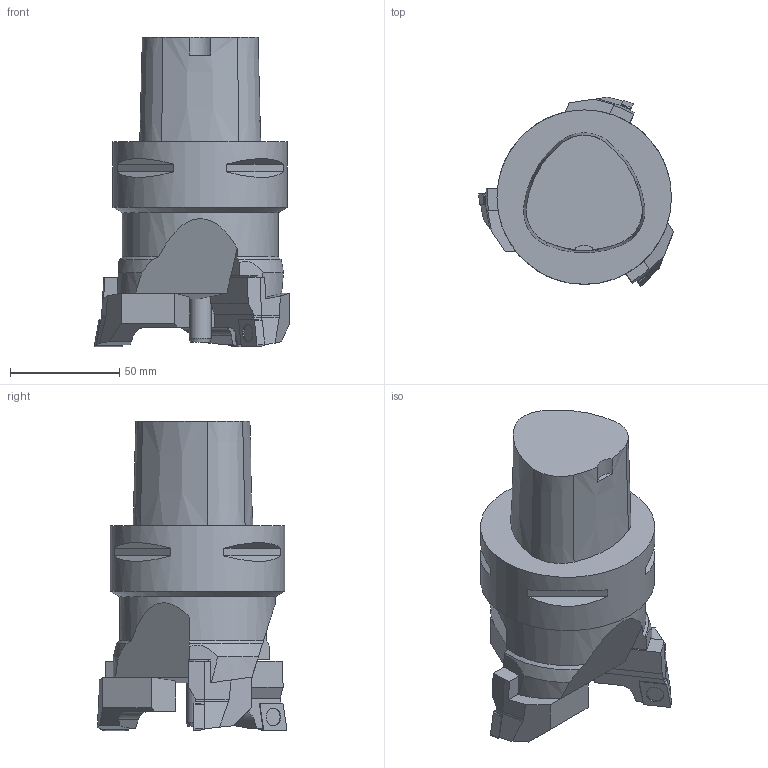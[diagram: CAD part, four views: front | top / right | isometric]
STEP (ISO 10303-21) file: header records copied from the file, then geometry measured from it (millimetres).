
FILE_DESCRIPTION(/* description */ (''),/* implementation_level */ '2;1');
FILE_NAME(/* name */ '1566373189380.stp',/* time_stamp */ '2019-08-21T09:39:56+02:00',/* author */ (''),/* organization */ ('SMS'),/* preprocessor_version */ 'ST-DEVELOPER v16.7',/* originating_system */ 'SIEMENS PLM Software NX 12.0',/* authorisation */ '');
FILE_SCHEMA (('AUTOMOTIVE_DESIGN { 1 0 10303 214 3 1 1 1 }'));
Length unit declared in the file: millimetre
Products named in the file (7): IsoTurningInsert; ASSEMBLY_CONSTRUCTION; 201081600mod000_00; 200956863mod000_01; 201081655mod000_01; 201081774mod000_01
Assembly tree (8 placements, depth 3):
  201081774mod000_01
    200956863mod000_01
    201081655mod000_01  x3
      201081600mod000_00
      ASSEMBLY_CONSTRUCTION
      IsoTurningInsert
    ASSEMBLY_CONSTRUCTION
Bounding box: 89.42 x 86.9 x 142 mm (x, y, z)
Volume: 456873.3 mm3; surface area: 53071.8 mm2
Topology: 7 solids, 7 shells, 191 faces, 493 edges, 350 vertices
Faces by surface type: plane 122, cone 32, cylinder 22, torus 12, extrusion 3
Full cylindrical faces by diameter (mm): 5.5 x6, 10.011 x1, 71.5 x1, 80 x1
Entity records: 3398 total; most frequent: CARTESIAN_POINT 665, DIRECTION 544, ORIENTED_EDGE 478, EDGE_CURVE 239, AXIS2_PLACEMENT_3D 199, VERTEX_POINT 164, VECTOR 146, LINE 145
